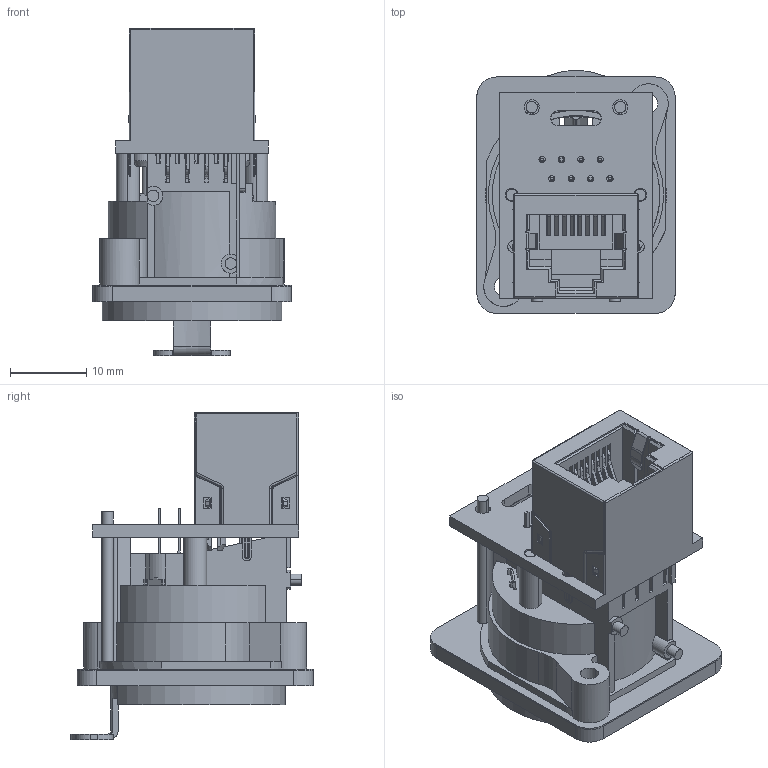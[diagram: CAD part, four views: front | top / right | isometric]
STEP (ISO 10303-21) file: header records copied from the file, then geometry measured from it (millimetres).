
FILE_DESCRIPTION((''),'2;1');
FILE_NAME('KNZ_ASM','2025-11-10T15:07:56',('gongchengVV'),(''),'CREO PARAMETRIC BY PTC INC, 2020033','CREO PARAMETRIC BY PTC INC, 2020033','');
FILE_SCHEMA(('CONFIG_CONTROL_DESIGN'));
Products named in the file (1): KNZ_ASM
Bounding box: 26 x 31.84 x 42.9 mm (x, y, z)
Volume: 7902.2 mm3; surface area: 15621.5 mm2
Topology: 1 solids, 2 shells, 1920 faces, 5791 edges, 3833 vertices
Faces by surface type: plane 1429, cylinder 414, cone 28, torus 19, extrusion 16, bspline 10, revolution 4
Entity records: 65764 total; most frequent: CARTESIAN_POINT 12814, ORIENTED_EDGE 11566, DIRECTION 10443, EDGE_CURVE 5791, VECTOR 4561, LINE 4545, VERTEX_POINT 3833, AXIS2_PLACEMENT_3D 2939
